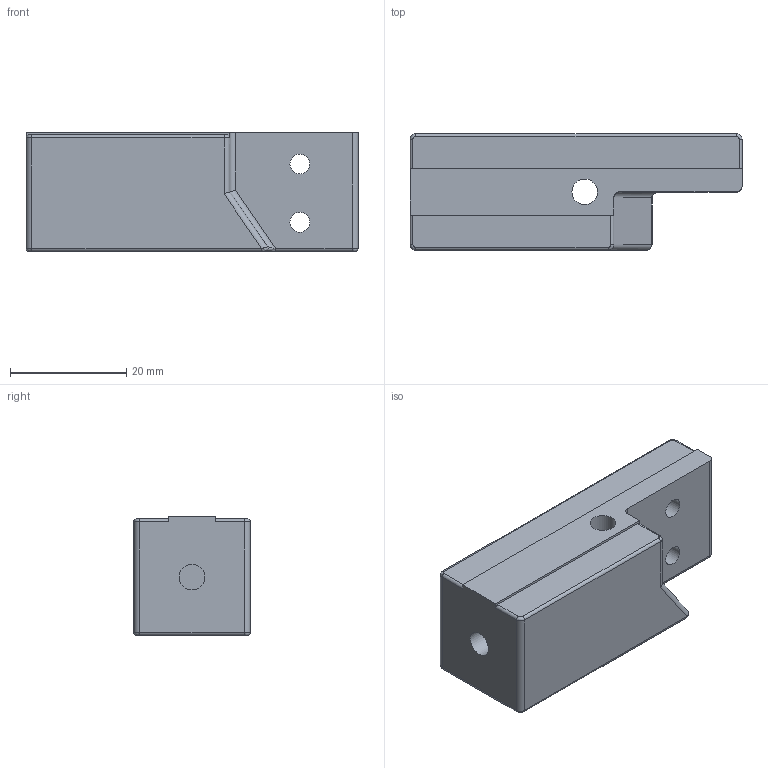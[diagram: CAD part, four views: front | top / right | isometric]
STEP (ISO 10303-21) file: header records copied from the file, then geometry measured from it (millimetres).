
FILE_DESCRIPTION(/* description */ (''),/* implementation_level */ '2;1');
FILE_NAME(/* name */ 'Voron Artillery extensions v1 front Right.step',/* time_stamp */ '2023-04-29T13:38:48-04:00',/* author */ (''),/* organization */ (''),/* preprocessor_version */ 'ST-DEVELOPER v19.2',/* originating_system */ 'Autodesk Translation Framework v12.4.0.73',/* authorisation */ '');
FILE_SCHEMA (('AUTOMOTIVE_DESIGN { 1 0 10303 214 3 1 1 }'));
Length unit declared in the file: millimetre
Products named in the file (1): Voron Artillery extensions
Bounding box: 57 x 20 x 20.4 mm (x, y, z)
Volume: 17342.8 mm3; surface area: 5894.7 mm2
Topology: 1 solids, 1 shells, 57 faces, 128 edges, 77 vertices
Faces by surface type: cylinder 27, plane 17, bspline 10, cone 3
Full cylindrical faces by diameter (mm): 3.4 x2, 4.4 x2, 6 x2, 8 x1
Entity records: 1728 total; most frequent: CARTESIAN_POINT 397, DIRECTION 289, ORIENTED_EDGE 256, EDGE_CURVE 128, AXIS2_PLACEMENT_3D 113, VERTEX_POINT 77, EDGE_LOOP 67, LINE 63
